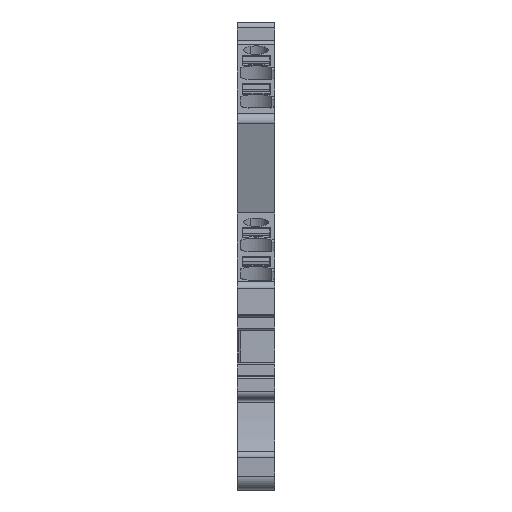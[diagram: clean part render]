
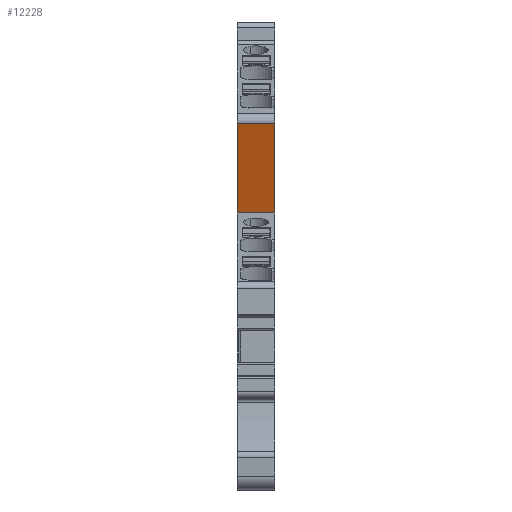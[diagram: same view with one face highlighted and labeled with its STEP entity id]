
A CAD part, front view. The second image highlights one B-rep face of the part: STEP entity #12228.
In plain terms, the highlighted planar face has unit normal (0, -0.94, -0.342).
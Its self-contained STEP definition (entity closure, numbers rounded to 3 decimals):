
#12215=AXIS2_PLACEMENT_3D('Plane Axis2P3D',#12212,#12213,#12214) ;
#2165=CARTESIAN_POINT('Vertex',(5.1,23.411,49.955)) ;
#2168=CARTESIAN_POINT('Line Origine',(5.1,25.634,43.847)) ;
#2172=CARTESIAN_POINT('Vertex',(5.1,27.857,37.739)) ;
#3649=CARTESIAN_POINT('Vertex',(0.,27.857,37.739)) ;
#3652=CARTESIAN_POINT('Line Origine',(0.,25.634,43.847)) ;
#3656=CARTESIAN_POINT('Vertex',(0.,23.411,49.955)) ;
#12200=CARTESIAN_POINT('Line Origine',(2.55,23.411,49.955)) ;
#12212=CARTESIAN_POINT('Axis2P3D Location',(0.,23.411,49.955)) ;
#12217=CARTESIAN_POINT('Line Origine',(2.55,27.857,37.739)) ;
#2169=DIRECTION('Vector Direction',(0.,0.342,-0.94)) ;
#3653=DIRECTION('Vector Direction',(0.,0.342,-0.94)) ;
#12201=DIRECTION('Vector Direction',(1.,0.,0.)) ;
#12213=DIRECTION('Axis2P3D Direction',(0.,-0.94,-0.342)) ;
#12214=DIRECTION('Axis2P3D XDirection',(0.,0.342,-0.94)) ;
#12218=DIRECTION('Vector Direction',(-1.,0.,0.)) ;
#2170=VECTOR('Line Direction',#2169,1.) ;
#3654=VECTOR('Line Direction',#3653,1.) ;
#12202=VECTOR('Line Direction',#12201,1.) ;
#12219=VECTOR('Line Direction',#12218,1.) ;
#12223=ORIENTED_EDGE('',*,*,#12221,.F.) ;
#12224=ORIENTED_EDGE('',*,*,#2174,.F.) ;
#12225=ORIENTED_EDGE('',*,*,#12204,.T.) ;
#12226=ORIENTED_EDGE('',*,*,#3658,.T.) ;
#12228=ADVANCED_FACE('V1',(#12227),#12216,.T.) ;
#2174=EDGE_CURVE('',#2166,#2173,#2171,.T.) ;
#3658=EDGE_CURVE('',#3657,#3650,#3655,.T.) ;
#12204=EDGE_CURVE('',#2166,#3657,#12203,.F.) ;
#12221=EDGE_CURVE('',#2173,#3650,#12220,.T.) ;
#12222=EDGE_LOOP('',(#12223,#12224,#12225,#12226)) ;
#12227=FACE_OUTER_BOUND('',#12222,.T.) ;
#2171=LINE('Line',#2168,#2170) ;
#3655=LINE('Line',#3652,#3654) ;
#12203=LINE('Line',#12200,#12202) ;
#12220=LINE('Line',#12217,#12219) ;
#12216=PLANE('',#12215) ;
#2166=VERTEX_POINT('',#2165) ;
#2173=VERTEX_POINT('',#2172) ;
#3650=VERTEX_POINT('',#3649) ;
#3657=VERTEX_POINT('',#3656) ;
